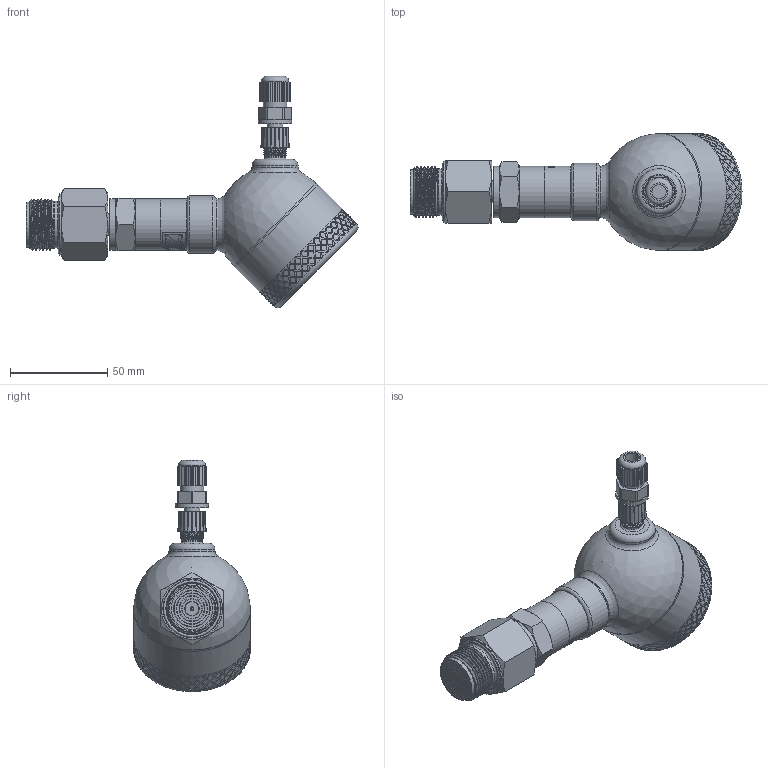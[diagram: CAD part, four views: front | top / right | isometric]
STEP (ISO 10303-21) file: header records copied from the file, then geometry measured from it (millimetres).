
FILE_DESCRIPTION(/* description */ (''),/* implementation_level */ '2;1');
FILE_NAME(/* name */ 'APZ3420mFH_G3''4DIN-flush_3_display.step',/* time_stamp */ '2021-07-07T16:18:12+03:00',/* author */ (''),/* organization */ (''),/* preprocessor_version */ 'ST-DEVELOPER v18.1',/* originating_system */ 'Autodesk Translation Framework v10.9.0.1377',/* authorisation */ '');
FILE_SCHEMA (('AUTOMOTIVE_DESIGN { 1 0 10303 214 3 1 1 }'));
Length unit declared in the file: millimetre
Products named in the file (9): АПЗ420М-полевойкорпус-
заполненный; Заполненный полевой 
корпус v13; Cover for display; Display; Main body; M12x1 adapter; M12x1 female straight v9; G1\4EN; G3'4DIN diaphragm 23 v6 (1)
Assembly tree (7 placements, depth 3):
  АПЗ420М-полевойкорпус-
заполненный
    Заполненный полевой 
корпус v13
      Cover for display
      Display
      Main body
      M12x1 adapter
      M12x1 female straight v9
    G1\4EN
  G3'4DIN diaphragm 23 v6 (1)
Bounding box: 170.38 x 60.1 x 118.64 mm (x, y, z)
Volume: 250782.3 mm3; surface area: 56039.7 mm2
Topology: 18 solids, 18 shells, 1839 faces, 4616 edges, 3033 vertices
Faces by surface type: bspline 1002, plane 401, cylinder 352, cone 51, torus 32, sphere 1
Full cylindrical faces by diameter (mm): 1 x4, 2 x1, 3.3 x1, 4 x1, 5 x7, 7.3 x1, 8 x4, 9.3 x1, 9.5 x2, 10.293 x1, 10.5 x2, 10.741 x7, 11 x1, 11.445 x4, 11.884 x6, 12 x1, 13.157 x9, 14 x1, 17 x1, 19.7 x1, 21.6 x1, 21.767 x1, 22.4 x1, 23 x1, 23.6 x1, 24 x1, 24.117 x6, 24.5 x2, 26.5 x2, 26.8 x1
Entity records: 83651 total; most frequent: CARTESIAN_POINT 47273, ORIENTED_EDGE 9228, EDGE_CURVE 4614, DIRECTION 4130, VERTEX_POINT 3033, B_SPLINE_CURVE_WITH_KNOTS 2780, EDGE_LOOP 2099, FACE_OUTER_BOUND 1839
